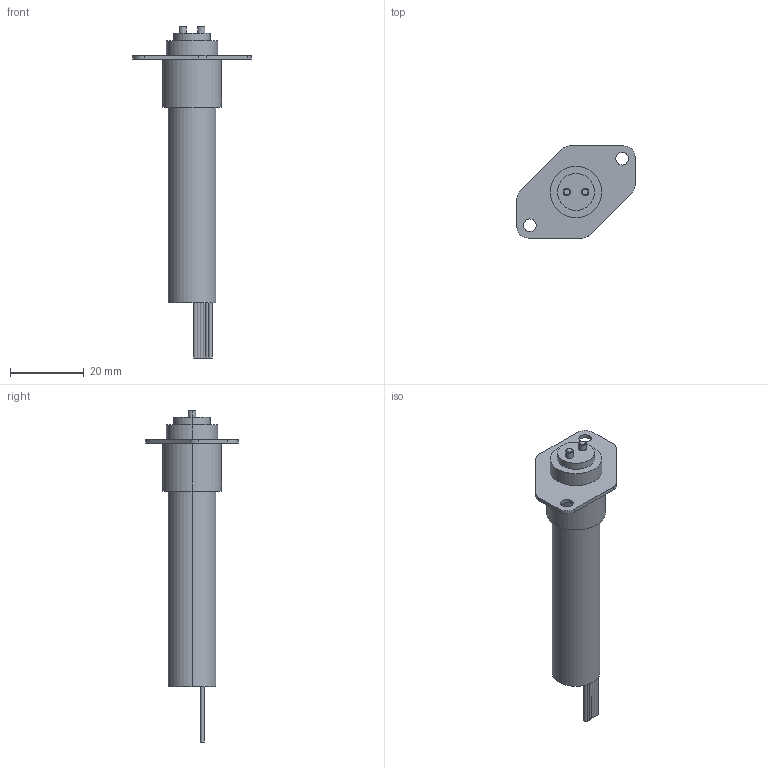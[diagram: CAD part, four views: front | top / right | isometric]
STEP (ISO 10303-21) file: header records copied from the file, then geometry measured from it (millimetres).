
FILE_DESCRIPTION (( 'STEP AP203' ), '1' );
FILE_NAME ('13-018283.step', '2022-02-23T08:30:24', ( '' ), ( '' ), 'SwSTEP 2.0', 'SolidWorks 2021', '' );
FILE_SCHEMA (( 'CONFIG_CONTROL_DESIGN' ));
Length unit declared in the file: millimetre
Products named in the file (1): 13-018283
Bounding box: 32 x 25 x 90 mm (x, y, z)
Volume: 11106.7 mm3; surface area: 4600.5 mm2
Topology: 1 solids, 1 shells, 52 faces, 125 edges, 82 vertices
Faces by surface type: cylinder 33, plane 15, torus 4
Entity records: 1636 total; most frequent: DIRECTION 305, CARTESIAN_POINT 260, ORIENTED_EDGE 250, AXIS2_PLACEMENT_3D 127, EDGE_CURVE 125, VERTEX_POINT 82, CIRCLE 74, EDGE_LOOP 63
